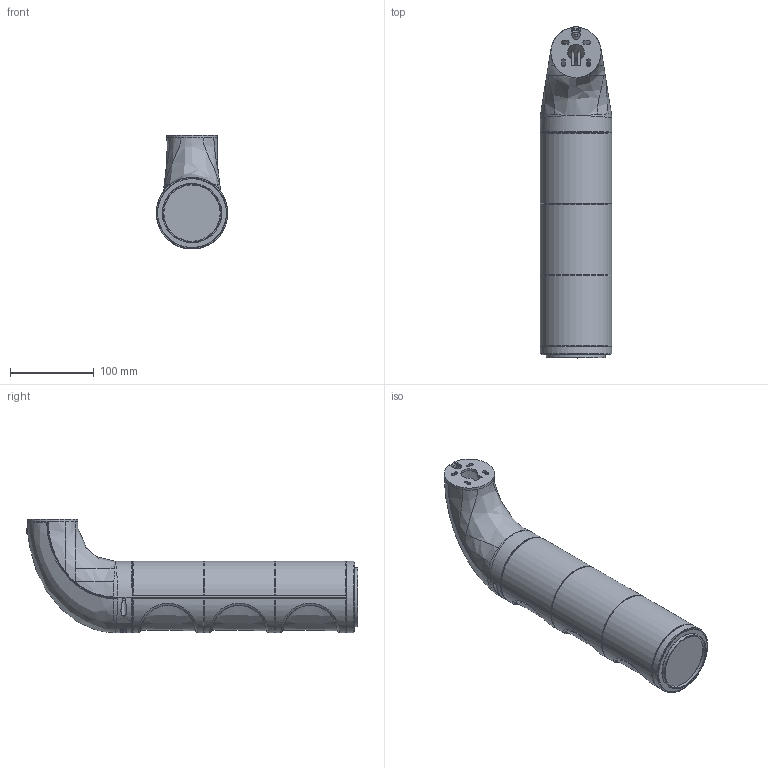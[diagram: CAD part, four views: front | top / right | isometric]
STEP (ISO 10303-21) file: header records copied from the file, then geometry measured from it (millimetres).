
FILE_DESCRIPTION(/* description */ ('Customer part'),/* implementation_level */ '2;1');
FILE_NAME(/* name */ '800000009818_PRT_000.step',/* time_stamp */ '2018-07-16T18:12:47+02:00',/* author */ ('IMPORT'),/* organization */ ('WERMA Signaltechnik GmbH+Co.KG'),/* preprocessor_version */ 'ST-DEVELOPER v17',/* originating_system */ 'Autodesk Inventor 2018',/* authorisation */ 'public');
FILE_SCHEMA (('AUTOMOTIVE_DESIGN { 1 0 10303 214 3 1 1 }'));
Length unit declared in the file: millimetre
Products named in the file (1): 800000009818
Bounding box: 85.8 x 395.54 x 135.7 mm (x, y, z)
Volume: 1725578.2 mm3; surface area: 161865.3 mm2
Topology: 1 solids, 2 shells, 659 faces, 1791 edges, 1175 vertices
Faces by surface type: plane 315, cylinder 119, bspline 111, cone 72, torus 37, sphere 5
Full cylindrical faces by diameter (mm): 3.5 x1, 16 x1, 25.5 x1, 60 x1, 65.6 x1, 65.8 x1
Entity records: 32164 total; most frequent: CARTESIAN_POINT 16216, ORIENTED_EDGE 3568, DIRECTION 2629, EDGE_CURVE 1784, VERTEX_POINT 1175, AXIS2_PLACEMENT_3D 1023, EDGE_LOOP 717, B_SPLINE_CURVE_WITH_KNOTS 671
